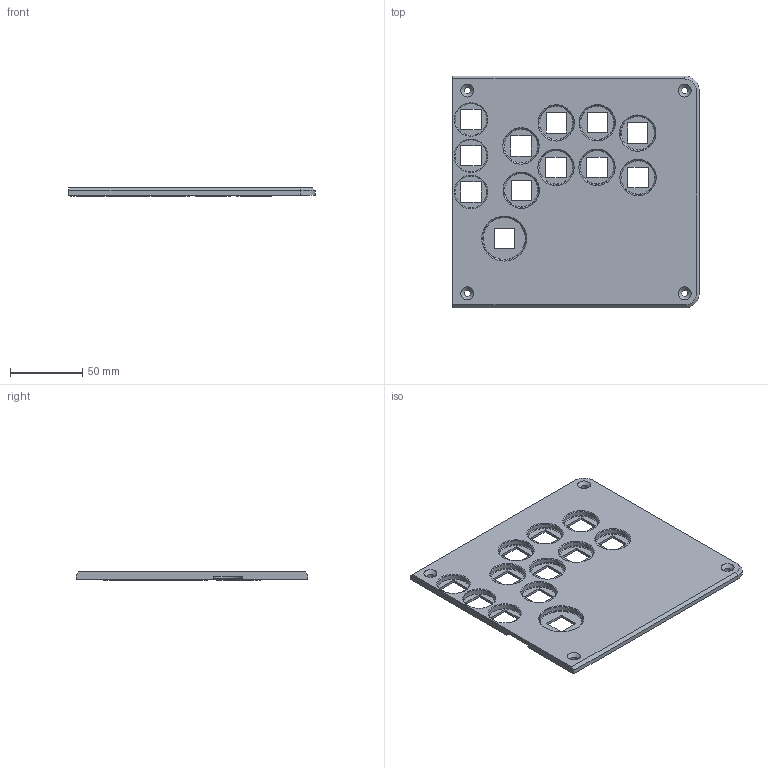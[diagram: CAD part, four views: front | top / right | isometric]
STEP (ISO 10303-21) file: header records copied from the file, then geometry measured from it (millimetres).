
FILE_DESCRIPTION(/* description */ ('','CAx-IF Rec.Pracs.---Representation and Presentation of Product Manufacturing Information (PMI)---4.0---2014-10-13'),/* implementation_level */ '2;1');
FILE_NAME(/* name */ 'OSM-Slim - Top Right - Stickless.step',/* time_stamp */ '2025-03-07T09:32:30-05:00',/* author */ (''),/* organization */ (''),/* preprocessor_version */ 'ST-DEVELOPER v20',/* originating_system */ 'Autodesk Translation Framework v13.20.0.188',/* authorisation */ '');
FILE_SCHEMA (('AP242_MANAGED_MODEL_BASED_3D_ENGINEERING_MIM_LF { 1 0 10303 442 1 1 4 }'));
Length unit declared in the file: millimetre
Products named in the file (1): Accessibility stick
Bounding box: 170 x 160 x 5.6 mm (x, y, z)
Volume: 111690.5 mm3; surface area: 56869.1 mm2
Topology: 1 solids, 1 shells, 141 faces, 336 edges, 221 vertices
Faces by surface type: plane 82, cone 40, cylinder 19
Full cylindrical faces by diameter (mm): 4.5 x4, 22.05 x3, 24.05 x8, 30.05 x1
Entity records: 4185 total; most frequent: DIRECTION 730, CARTESIAN_POINT 699, ORIENTED_EDGE 672, EDGE_CURVE 336, AXIS2_PLACEMENT_3D 252, LINE 226, VECTOR 226, VERTEX_POINT 221
